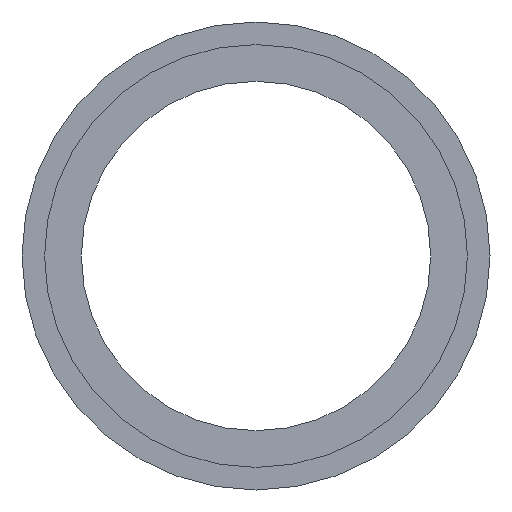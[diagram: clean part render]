
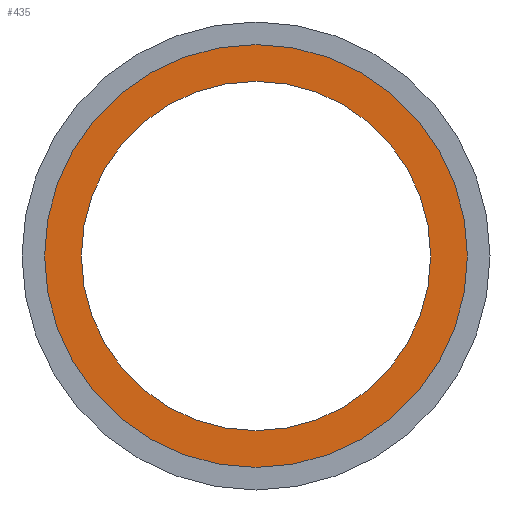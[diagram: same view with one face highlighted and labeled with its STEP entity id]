
A CAD part, front view. The second image highlights one B-rep face of the part: STEP entity #435.
In plain terms, the highlighted planar face has unit normal (0, -1, 0).
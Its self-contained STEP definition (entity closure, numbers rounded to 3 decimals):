
#1 = DIRECTION ( 'NONE',  ( -1., 0., 0. ) ) ;
#14 = CIRCLE ( 'NONE', #44, 25.95 ) ;
#15 = DIRECTION ( 'NONE',  ( 0., 1., 0. ) ) ;
#42 = DIRECTION ( 'NONE',  ( 0., 1., 0. ) ) ;
#44 = AXIS2_PLACEMENT_3D ( 'NONE', #592, #305, #413 ) ;
#48 = EDGE_CURVE ( 'NONE', #565, #531, #244, .T. ) ;
#53 = DIRECTION ( 'NONE',  ( -1., 0., 0. ) ) ;
#67 = EDGE_LOOP ( 'NONE', ( #315, #128 ) ) ;
#97 = FACE_OUTER_BOUND ( 'NONE', #67, .T. ) ;
#112 = AXIS2_PLACEMENT_3D ( 'NONE', #312, #500, #309 ) ;
#124 = FACE_BOUND ( 'NONE', #536, .T. ) ;
#128 = ORIENTED_EDGE ( 'NONE', *, *, #581, .F. ) ;
#134 = AXIS2_PLACEMENT_3D ( 'NONE', #337, #42, #1 ) ;
#202 = CARTESIAN_POINT ( 'NONE',  ( -20.9, 6.5, 0. ) ) ;
#214 = CARTESIAN_POINT ( 'NONE',  ( 25.95, 6.5, 0. ) ) ;
#225 = VERTEX_POINT ( 'NONE', #214 ) ;
#244 = CIRCLE ( 'NONE', #403, 20.9 ) ;
#247 = CIRCLE ( 'NONE', #134, 20.9 ) ;
#250 = CARTESIAN_POINT ( 'NONE',  ( 20.9, 6.5, 0. ) ) ;
#296 = DIRECTION ( 'NONE',  ( 0., 1., 0. ) ) ;
#305 = DIRECTION ( 'NONE',  ( 0., 1., 0. ) ) ;
#309 = DIRECTION ( 'NONE',  ( -1., 0., 0. ) ) ;
#312 = CARTESIAN_POINT ( 'NONE',  ( 0., 6.5, 0. ) ) ;
#315 = ORIENTED_EDGE ( 'NONE', *, *, #597, .F. ) ;
#337 = CARTESIAN_POINT ( 'NONE',  ( 0., 6.5, 0. ) ) ;
#339 = DIRECTION ( 'NONE',  ( -1., 0., 0. ) ) ;
#354 = CARTESIAN_POINT ( 'NONE',  ( 0., 6.5, 0. ) ) ;
#356 = CARTESIAN_POINT ( 'NONE',  ( -25.95, 6.5, 0. ) ) ;
#369 = CIRCLE ( 'NONE', #112, 25.95 ) ;
#394 = PLANE ( 'NONE',  #540 ) ;
#403 = AXIS2_PLACEMENT_3D ( 'NONE', #354, #15, #53 ) ;
#413 = DIRECTION ( 'NONE',  ( -1., 0., 0. ) ) ;
#435 = ADVANCED_FACE ( 'NONE', ( #97, #124 ), #394, .F. ) ;
#459 = ORIENTED_EDGE ( 'NONE', *, *, #48, .T. ) ;
#465 = EDGE_CURVE ( 'NONE', #531, #565, #247, .T. ) ;
#483 = ORIENTED_EDGE ( 'NONE', *, *, #465, .T. ) ;
#500 = DIRECTION ( 'NONE',  ( 0., 1., 0. ) ) ;
#531 = VERTEX_POINT ( 'NONE', #577 ) ;
#536 = EDGE_LOOP ( 'NONE', ( #459, #483 ) ) ;
#540 = AXIS2_PLACEMENT_3D ( 'NONE', #250, #296, #339 ) ;
#565 = VERTEX_POINT ( 'NONE', #202 ) ;
#577 = CARTESIAN_POINT ( 'NONE',  ( 20.9, 6.5, 0. ) ) ;
#581 = EDGE_CURVE ( 'NONE', #225, #600, #369, .T. ) ;
#592 = CARTESIAN_POINT ( 'NONE',  ( 0., 6.5, 0. ) ) ;
#597 = EDGE_CURVE ( 'NONE', #600, #225, #14, .T. ) ;
#600 = VERTEX_POINT ( 'NONE', #356 ) ;
